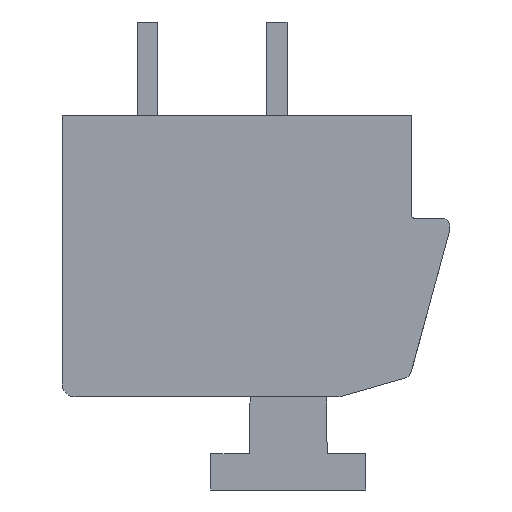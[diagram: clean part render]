
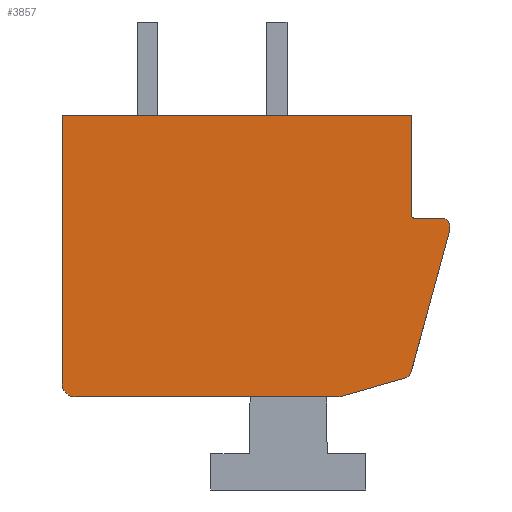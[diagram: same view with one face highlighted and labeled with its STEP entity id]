
A CAD part, front view. The second image highlights one B-rep face of the part: STEP entity #3857.
In plain terms, the highlighted planar face has unit normal (0, -1, 0).
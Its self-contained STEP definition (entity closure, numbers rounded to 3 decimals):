
#1=CARTESIAN_POINT('',(7.2,-28.75,1.15));
#2=DIRECTION('',(0.,-1.,0.));
#3=DIRECTION('',(1.,0.,0.));
#4=AXIS2_PLACEMENT_3D('',#1,#2,#3);
#6=DIRECTION('',(0.,0.,-1.));
#7=VECTOR('',#6,0.119);
#8=CARTESIAN_POINT('',(7.5,-28.75,1.15));
#9=LINE('',#8,#7);
#10=DIRECTION('',(0.262,0.,0.965));
#11=VECTOR('',#10,5.739);
#12=CARTESIAN_POINT('',(5.994,-28.75,-4.507));
#13=LINE('',#12,#11);
#14=CARTESIAN_POINT('',(5.705,-28.75,-4.428));
#15=DIRECTION('',(0.,-1.,0.));
#16=DIRECTION('',(0.274,0.,-0.962));
#17=AXIS2_PLACEMENT_3D('',#14,#15,#16);
#19=DIRECTION('',(0.962,0.,0.274));
#20=VECTOR('',#19,2.679);
#21=CARTESIAN_POINT('',(3.21,-28.75,-5.45));
#22=LINE('',#21,#20);
#23=DIRECTION('',(-1.,0.,0.));
#24=VECTOR('',#23,10.21);
#25=CARTESIAN_POINT('',(3.21,-28.75,-5.45));
#26=LINE('',#25,#24);
#27=CARTESIAN_POINT('',(-7.,-28.75,-4.95));
#28=DIRECTION('',(0.,-1.,0.));
#29=DIRECTION('',(-1.,0.,0.));
#30=AXIS2_PLACEMENT_3D('',#27,#28,#29);
#32=DIRECTION('',(0.,0.,1.));
#33=VECTOR('',#32,10.4);
#34=CARTESIAN_POINT('',(-7.5,-28.75,-4.95));
#35=LINE('',#34,#33);
#36=DIRECTION('',(1.,0.,0.));
#37=VECTOR('',#36,13.5);
#38=CARTESIAN_POINT('',(-7.5,-28.75,5.45));
#39=LINE('',#38,#37);
#40=DIRECTION('',(0.,0.,-1.));
#41=VECTOR('',#40,3.85);
#42=CARTESIAN_POINT('',(6.,-28.75,5.45));
#43=LINE('',#42,#41);
#44=DIRECTION('',(1.,0.,0.));
#45=VECTOR('',#44,1.05);
#46=CARTESIAN_POINT('',(6.15,-28.75,1.45));
#47=LINE('',#46,#45);
#60=CARTESIAN_POINT('',(6.15,-28.75,1.6));
#61=DIRECTION('',(0.,1.,0.));
#62=DIRECTION('',(0.,0.,-1.));
#63=AXIS2_PLACEMENT_3D('',#60,#61,#62);
#3070=CARTESIAN_POINT('',(-7.5,-28.75,5.45));
#3071=CARTESIAN_POINT('',(6.,-28.75,5.45));
#3072=VERTEX_POINT('',#3070);
#3073=VERTEX_POINT('',#3071);
#3074=CARTESIAN_POINT('',(6.,-28.75,1.6));
#3075=VERTEX_POINT('',#3074);
#3076=CARTESIAN_POINT('',(6.15,-28.75,1.45));
#3077=VERTEX_POINT('',#3076);
#3078=CARTESIAN_POINT('',(7.5,-28.75,1.15));
#3079=CARTESIAN_POINT('',(7.2,-28.75,1.45));
#3080=VERTEX_POINT('',#3078);
#3081=VERTEX_POINT('',#3079);
#3082=CARTESIAN_POINT('',(5.787,-28.75,-4.716));
#3083=CARTESIAN_POINT('',(5.994,-28.75,-4.507));
#3084=VERTEX_POINT('',#3082);
#3085=VERTEX_POINT('',#3083);
#3086=CARTESIAN_POINT('',(-7.5,-28.75,-4.95));
#3087=CARTESIAN_POINT('',(-7.,-28.75,-5.45));
#3088=VERTEX_POINT('',#3086);
#3089=VERTEX_POINT('',#3087);
#3090=CARTESIAN_POINT('',(3.21,-28.75,-5.45));
#3091=VERTEX_POINT('',#3090);
#3092=CARTESIAN_POINT('',(7.5,-28.75,1.031));
#3093=VERTEX_POINT('',#3092);
#3826=CARTESIAN_POINT('',(0.,-28.75,0.));
#3827=DIRECTION('',(0.,1.,0.));
#3828=DIRECTION('',(1.,0.,0.));
#3829=AXIS2_PLACEMENT_3D('',#3826,#3827,#3828);
#3830=PLANE('',#3829);
#3832=ORIENTED_EDGE('',*,*,#3831,.F.);
#3834=ORIENTED_EDGE('',*,*,#3833,.T.);
#3836=ORIENTED_EDGE('',*,*,#3835,.F.);
#3838=ORIENTED_EDGE('',*,*,#3837,.F.);
#3840=ORIENTED_EDGE('',*,*,#3839,.F.);
#3842=ORIENTED_EDGE('',*,*,#3841,.T.);
#3844=ORIENTED_EDGE('',*,*,#3843,.F.);
#3846=ORIENTED_EDGE('',*,*,#3845,.T.);
#3848=ORIENTED_EDGE('',*,*,#3847,.T.);
#3850=ORIENTED_EDGE('',*,*,#3849,.T.);
#3852=ORIENTED_EDGE('',*,*,#3851,.F.);
#3854=ORIENTED_EDGE('',*,*,#3853,.T.);
#3855=EDGE_LOOP('',(#3832,#3834,#3836,#3838,#3840,#3842,#3844,#3846,#3848,#3850,
#3852,#3854));
#3856=FACE_OUTER_BOUND('',#3855,.F.);
#3857=ADVANCED_FACE('',(#3856),#3830,.F.);
#5=CIRCLE('',#4,0.3);
#18=CIRCLE('',#17,0.3);
#31=CIRCLE('',#30,0.5);
#64=CIRCLE('',#63,0.15);
#3831=EDGE_CURVE('',#3080,#3081,#5,.T.);
#3833=EDGE_CURVE('',#3080,#3093,#9,.T.);
#3835=EDGE_CURVE('',#3085,#3093,#13,.T.);
#3837=EDGE_CURVE('',#3084,#3085,#18,.T.);
#3839=EDGE_CURVE('',#3091,#3084,#22,.T.);
#3841=EDGE_CURVE('',#3091,#3089,#26,.T.);
#3843=EDGE_CURVE('',#3088,#3089,#31,.T.);
#3845=EDGE_CURVE('',#3088,#3072,#35,.T.);
#3847=EDGE_CURVE('',#3072,#3073,#39,.T.);
#3849=EDGE_CURVE('',#3073,#3075,#43,.T.);
#3851=EDGE_CURVE('',#3077,#3075,#64,.T.);
#3853=EDGE_CURVE('',#3077,#3081,#47,.T.);
